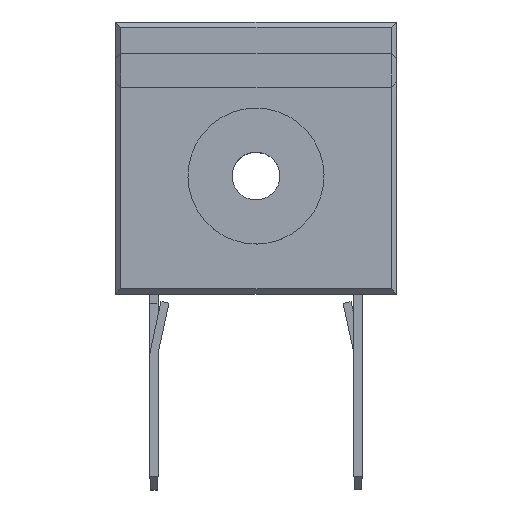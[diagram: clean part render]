
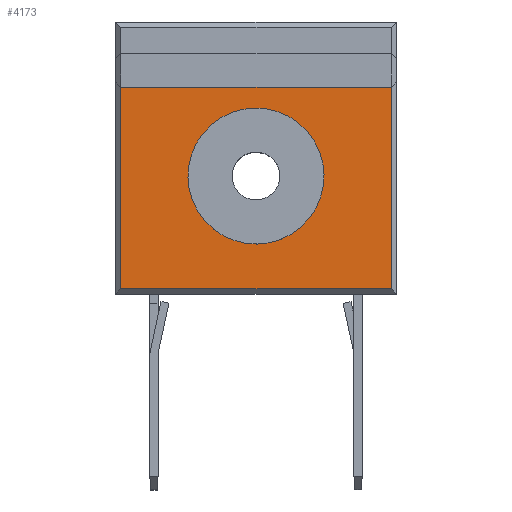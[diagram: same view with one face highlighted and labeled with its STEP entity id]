
A CAD part, top view. The second image highlights one B-rep face of the part: STEP entity #4173.
In plain terms, the highlighted face is planar.
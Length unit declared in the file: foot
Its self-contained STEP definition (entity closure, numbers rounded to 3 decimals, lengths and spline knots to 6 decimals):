
#228 = CARTESIAN_POINT ( 'NONE',  ( 0.020667, 0.013583, -0.014333 ) ) ;
#290 = DIRECTION ( 'NONE',  ( 0., 0., 1. ) ) ;
#301 = DIRECTION ( 'NONE',  ( -1., 0., 0. ) ) ;
#354 = ORIENTED_EDGE ( 'NONE', *, *, #3157, .T. ) ;
#438 = PLANE ( 'NONE',  #4471 ) ;
#497 = CARTESIAN_POINT ( 'NONE',  ( 0.0215, 0.013583, -0.014333 ) ) ;
#596 = EDGE_CURVE ( 'NONE', #2848, #750, #2305, .T. ) ;
#750 = VERTEX_POINT ( 'NONE', #1462 ) ;
#840 = DIRECTION ( 'NONE',  ( 0., 0., 1. ) ) ;
#917 = FACE_BOUND ( 'NONE', #1029, .T. ) ;
#951 = ORIENTED_EDGE ( 'NONE', *, *, #1883, .F. ) ;
#988 = DIRECTION ( 'NONE',  ( 1., 0., 0. ) ) ;
#1029 = EDGE_LOOP ( 'NONE', ( #3523, #2964 ) ) ;
#1095 = ORIENTED_EDGE ( 'NONE', *, *, #596, .T. ) ;
#1375 = EDGE_CURVE ( 'NONE', #1518, #4358, #4316, .T. ) ;
#1402 = DIRECTION ( 'NONE',  ( 1., 0., 0. ) ) ;
#1462 = CARTESIAN_POINT ( 'NONE',  ( 0.020667, -0.01725, -0.014333 ) ) ;
#1518 = VERTEX_POINT ( 'NONE', #2355 ) ;
#1866 = EDGE_CURVE ( 'NONE', #4358, #1518, #3869, .T. ) ;
#1883 = EDGE_CURVE ( 'NONE', #2848, #2810, #3605, .T. ) ;
#2003 = CARTESIAN_POINT ( 'NONE',  ( 0.020667, -0.01725, -0.014333 ) ) ;
#2005 = LINE ( 'NONE', #5153, #2846 ) ;
#2012 = FACE_OUTER_BOUND ( 'NONE', #5100, .T. ) ;
#2129 = CARTESIAN_POINT ( 'NONE',  ( -0.020667, -0.01725, -0.014333 ) ) ;
#2305 = LINE ( 'NONE', #2003, #3375 ) ;
#2355 = CARTESIAN_POINT ( 'NONE',  ( -0.004583, 0., -0.014333 ) ) ;
#2485 = CARTESIAN_POINT ( 'NONE',  ( 0.0215, -0.01725, -0.014333 ) ) ;
#2559 = CARTESIAN_POINT ( 'NONE',  ( -0.020667, -0.01725, -0.014333 ) ) ;
#2575 = CARTESIAN_POINT ( 'NONE',  ( 0., 0., -0.014333 ) ) ;
#2784 = AXIS2_PLACEMENT_3D ( 'NONE', #3087, #290, #988 ) ;
#2787 = ORIENTED_EDGE ( 'NONE', *, *, #5226, .T. ) ;
#2810 = VERTEX_POINT ( 'NONE', #3493 ) ;
#2846 = VECTOR ( 'NONE', #301, 3.28084 ) ;
#2848 = VERTEX_POINT ( 'NONE', #228 ) ;
#2964 = ORIENTED_EDGE ( 'NONE', *, *, #1375, .T. ) ;
#3087 = CARTESIAN_POINT ( 'NONE',  ( 0., 0., -0.014333 ) ) ;
#3157 = EDGE_CURVE ( 'NONE', #3210, #2810, #4923, .T. ) ;
#3210 = VERTEX_POINT ( 'NONE', #2559 ) ;
#3271 = DIRECTION ( 'NONE',  ( -1., 0., 0. ) ) ;
#3375 = VECTOR ( 'NONE', #4482, 3.28084 ) ;
#3400 = AXIS2_PLACEMENT_3D ( 'NONE', #2575, #4174, #1402 ) ;
#3493 = CARTESIAN_POINT ( 'NONE',  ( -0.020667, 0.013583, -0.014333 ) ) ;
#3523 = ORIENTED_EDGE ( 'NONE', *, *, #1866, .T. ) ;
#3605 = LINE ( 'NONE', #497, #4536 ) ;
#3707 = DIRECTION ( 'NONE',  ( 1., 0., 0. ) ) ;
#3748 = VECTOR ( 'NONE', #4935, 3.28084 ) ;
#3869 = CIRCLE ( 'NONE', #3400, 0.004583 ) ;
#4173 = ADVANCED_FACE ( 'NONE', ( #917, #2012 ), #438, .F. ) ;
#4174 = DIRECTION ( 'NONE',  ( 0., 0., 1. ) ) ;
#4316 = CIRCLE ( 'NONE', #2784, 0.004583 ) ;
#4358 = VERTEX_POINT ( 'NONE', #5022 ) ;
#4471 = AXIS2_PLACEMENT_3D ( 'NONE', #2485, #840, #3707 ) ;
#4482 = DIRECTION ( 'NONE',  ( 0., -1., 0. ) ) ;
#4536 = VECTOR ( 'NONE', #3271, 3.28084 ) ;
#4923 = LINE ( 'NONE', #2129, #3748 ) ;
#4935 = DIRECTION ( 'NONE',  ( 0., 1., 0. ) ) ;
#5022 = CARTESIAN_POINT ( 'NONE',  ( 0.004583, 0., -0.014333 ) ) ;
#5100 = EDGE_LOOP ( 'NONE', ( #2787, #354, #951, #1095 ) ) ;
#5153 = CARTESIAN_POINT ( 'NONE',  ( 0.0215, -0.01725, -0.014333 ) ) ;
#5226 = EDGE_CURVE ( 'NONE', #750, #3210, #2005, .T. ) ;
